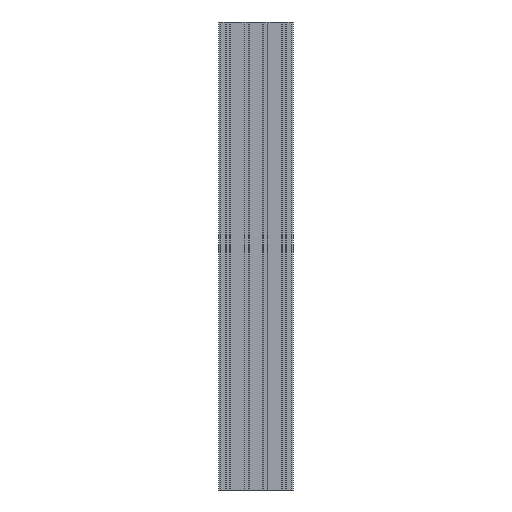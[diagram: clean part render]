
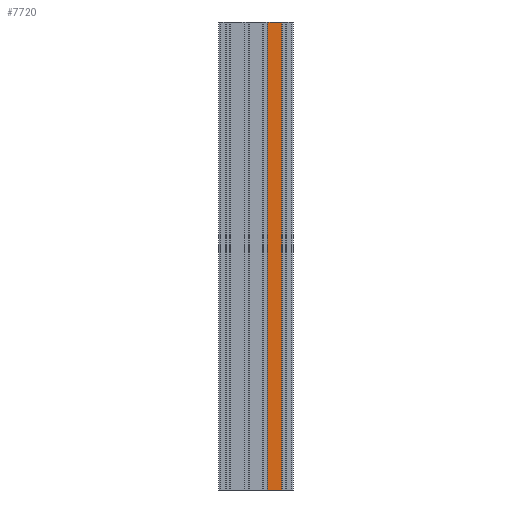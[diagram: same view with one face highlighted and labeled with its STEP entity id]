
A CAD part, front view. The second image highlights one B-rep face of the part: STEP entity #7720.
In plain terms, the highlighted planar face has unit normal (0, -1, 0).
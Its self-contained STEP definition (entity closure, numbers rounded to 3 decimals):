
#772=FACE_OUTER_BOUND('',#1181,.T.);
#1181=EDGE_LOOP('',(#5943,#5944,#5945,#5946));
#1680=LINE('',#11893,#2468);
#1850=LINE('',#12518,#2638);
#1851=LINE('',#12521,#2639);
#1852=LINE('',#12522,#2640);
#2468=VECTOR('',#9498,10.);
#2638=VECTOR('',#10006,10.);
#2639=VECTOR('',#10009,10.);
#2640=VECTOR('',#10010,10.);
#3274=VERTEX_POINT('',#11890);
#3275=VERTEX_POINT('',#11892);
#3561=VERTEX_POINT('',#12516);
#3562=VERTEX_POINT('',#12520);
#4174=EDGE_CURVE('',#3274,#3275,#1680,.T.);
#4487=EDGE_CURVE('',#3274,#3561,#1850,.T.);
#4488=EDGE_CURVE('',#3562,#3561,#1851,.T.);
#4489=EDGE_CURVE('',#3275,#3562,#1852,.T.);
#5943=ORIENTED_EDGE('',*,*,#4487,.T.);
#5944=ORIENTED_EDGE('',*,*,#4488,.F.);
#5945=ORIENTED_EDGE('',*,*,#4489,.F.);
#5946=ORIENTED_EDGE('',*,*,#4174,.F.);
#7453=PLANE('',#8407);
#7720=ADVANCED_FACE('',(#772),#7453,.T.);
#8407=AXIS2_PLACEMENT_3D('',#12519,#10007,#10008);
#9498=DIRECTION('',(-1.,0.,0.));
#10006=DIRECTION('',(0.,0.,1.));
#10007=DIRECTION('center_axis',(0.,-1.,0.));
#10008=DIRECTION('ref_axis',(1.,0.,0.));
#10009=DIRECTION('',(1.,0.,0.));
#10010=DIRECTION('',(0.,0.,1.));
#11890=CARTESIAN_POINT('',(54.5,-20.,-500.));
#11892=CARTESIAN_POINT('',(25.5,-20.,-500.));
#11893=CARTESIAN_POINT('',(25.5,-20.,-500.));
#12516=CARTESIAN_POINT('',(54.5,-20.,500.));
#12518=CARTESIAN_POINT('',(54.5,-20.,0.));
#12519=CARTESIAN_POINT('Origin',(25.5,-20.,0.));
#12520=CARTESIAN_POINT('',(25.5,-20.,500.));
#12521=CARTESIAN_POINT('',(25.5,-20.,500.));
#12522=CARTESIAN_POINT('',(25.5,-20.,0.));
